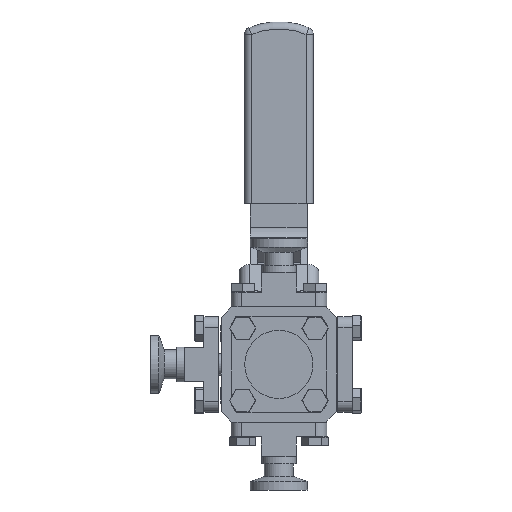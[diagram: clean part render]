
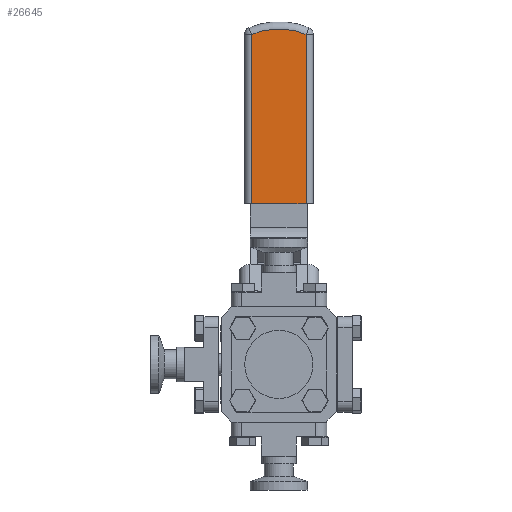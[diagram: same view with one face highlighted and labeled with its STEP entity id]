
A CAD part, front view. The second image highlights one B-rep face of the part: STEP entity #26645.
In plain terms, the highlighted planar face has unit normal (0, -1, 0).
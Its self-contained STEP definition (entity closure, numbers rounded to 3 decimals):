
#2040 = DIRECTION ( 'NONE',  ( -1., 0., 0. ) ) ;
#3790 = VERTEX_POINT ( 'NONE', #22509 ) ;
#5077 = DIRECTION ( 'NONE',  ( 0., 0., 1. ) ) ;
#6856 = VECTOR ( 'NONE', #5077, 1000. ) ;
#6984 = ORIENTED_EDGE ( 'NONE', *, *, #12119, .T. ) ;
#7437 = VECTOR ( 'NONE', #2040, 1000. ) ;
#8071 = VERTEX_POINT ( 'NONE', #20324 ) ;
#9603 = CARTESIAN_POINT ( 'NONE',  ( 0.012, 75.54, 115.707 ) ) ;
#11303 = CARTESIAN_POINT ( 'NONE',  ( -11.888, 75.54, 70.377 ) ) ;
#11694 = DIRECTION ( 'NONE',  ( 0., 1., 0. ) ) ;
#12027 = EDGE_CURVE ( 'NONE', #8071, #20300, #27930, .T. ) ;
#12119 = EDGE_CURVE ( 'NONE', #8071, #3790, #16823, .T. ) ;
#12815 = AXIS2_PLACEMENT_3D ( 'NONE', #14149, #11694, #28516 ) ;
#13459 = DIRECTION ( 'NONE',  ( 0., 0., -1. ) ) ;
#14149 = CARTESIAN_POINT ( 'NONE',  ( 0.012, 75.54, 115.707 ) ) ;
#14749 = AXIS2_PLACEMENT_3D ( 'NONE', #9603, #23950, #28419 ) ;
#16058 = ORIENTED_EDGE ( 'NONE', *, *, #12027, .F. ) ;
#16329 = FACE_OUTER_BOUND ( 'NONE', #29856, .T. ) ;
#16823 = LINE ( 'NONE', #23604, #6856 ) ;
#16915 = EDGE_CURVE ( 'NONE', #17769, #20300, #27372, .T. ) ;
#17769 = VERTEX_POINT ( 'NONE', #28824 ) ;
#20300 = VERTEX_POINT ( 'NONE', #26263 ) ;
#20324 = CARTESIAN_POINT ( 'NONE',  ( 11.912, 75.54, 70.377 ) ) ;
#22509 = CARTESIAN_POINT ( 'NONE',  ( 11.912, 75.54, 144.526 ) ) ;
#23129 = CARTESIAN_POINT ( 'NONE',  ( -15.063, 75.54, 70.377 ) ) ;
#23604 = CARTESIAN_POINT ( 'NONE',  ( 11.912, 75.54, 146.577 ) ) ;
#23950 = DIRECTION ( 'NONE',  ( 0., -1., 0. ) ) ;
#23990 = ORIENTED_EDGE ( 'NONE', *, *, #24902, .T. ) ;
#24902 = EDGE_CURVE ( 'NONE', #3790, #17769, #25076, .T. ) ;
#25076 = CIRCLE ( 'NONE', #14749, 31.178 ) ;
#26263 = CARTESIAN_POINT ( 'NONE',  ( -11.888, 75.54, 70.377 ) ) ;
#26645 = ADVANCED_FACE ( 'NONE', ( #16329 ), #27761, .F. ) ;
#26777 = ORIENTED_EDGE ( 'NONE', *, *, #16915, .T. ) ;
#27372 = LINE ( 'NONE', #11303, #29284 ) ;
#27761 = PLANE ( 'NONE',  #12815 ) ;
#27930 = LINE ( 'NONE', #23129, #7437 ) ;
#28419 = DIRECTION ( 'NONE',  ( -1., 0., 0. ) ) ;
#28516 = DIRECTION ( 'NONE',  ( -1., 0., 0. ) ) ;
#28824 = CARTESIAN_POINT ( 'NONE',  ( -11.888, 75.54, 144.526 ) ) ;
#29284 = VECTOR ( 'NONE', #13459, 1000. ) ;
#29856 = EDGE_LOOP ( 'NONE', ( #16058, #6984, #23990, #26777 ) ) ;
